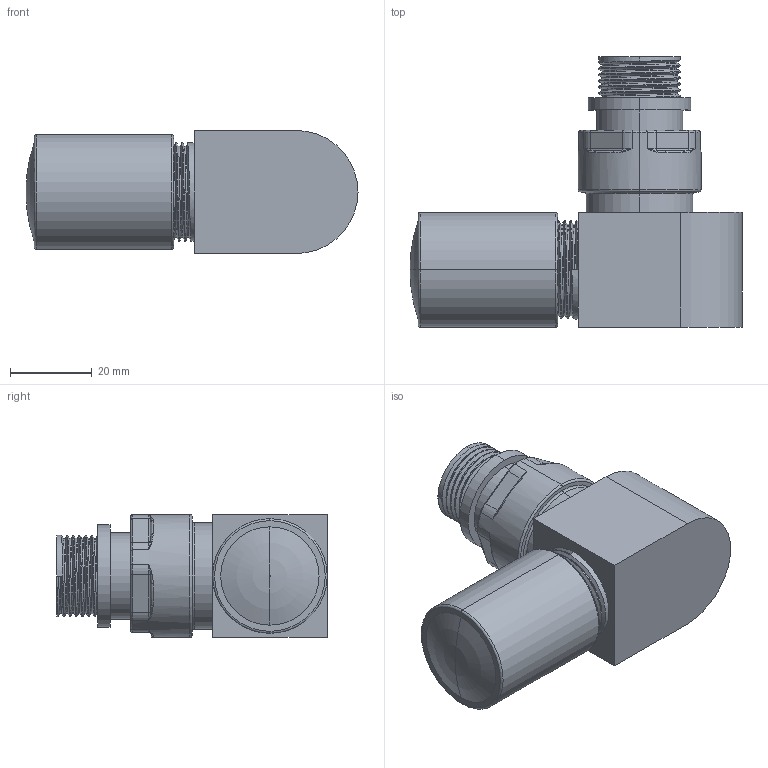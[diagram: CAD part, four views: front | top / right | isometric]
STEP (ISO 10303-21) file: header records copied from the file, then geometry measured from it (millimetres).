
FILE_DESCRIPTION (( 'STEP AP214' ), '1' );
FILE_NAME ('EMAC05_STEP_V10722.STEP', '2022-07-29T10:54:09', ( '' ), ( '' ), 'SwSTEP 2.0', 'SolidWorks 2019', '' );
FILE_SCHEMA (( 'AUTOMOTIVE_DESIGN' ));
Length unit declared in the file: millimetre
Products named in the file (1): EMAC05_STEP_V10722
Bounding box: 81 x 66 x 30 mm (x, y, z)
Volume: 70890.9 mm3; surface area: 14353.6 mm2
Topology: 1 solids, 1 shells, 162 faces, 381 edges, 220 vertices
Faces by surface type: cylinder 58, torus 43, plane 33, bspline 28
Entity records: 8410 total; most frequent: CARTESIAN_POINT 4955, ORIENTED_EDGE 742, DIRECTION 710, EDGE_CURVE 371, AXIS2_PLACEMENT_3D 309, VERTEX_POINT 220, CIRCLE 174, EDGE_LOOP 171
